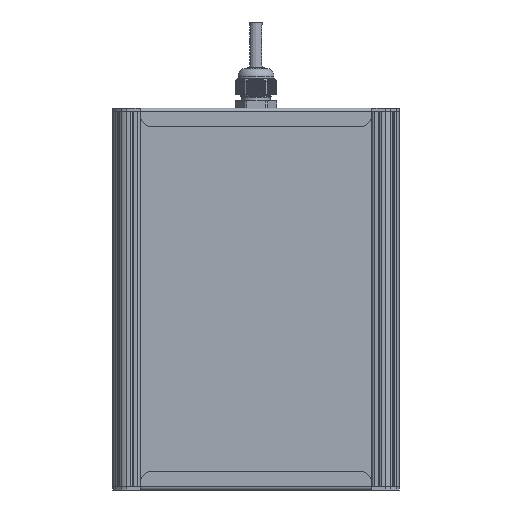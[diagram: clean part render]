
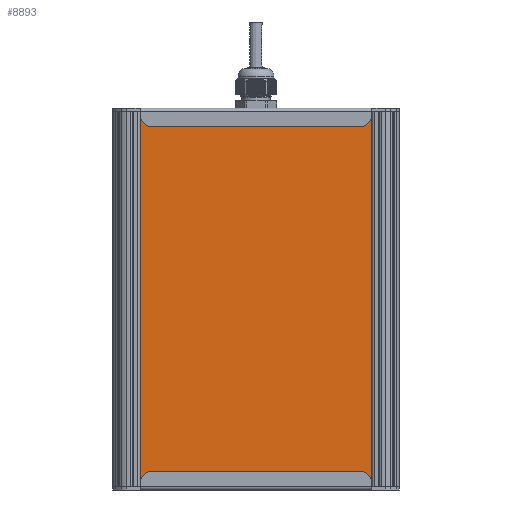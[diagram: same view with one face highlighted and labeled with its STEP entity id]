
A CAD part, front view. The second image highlights one B-rep face of the part: STEP entity #8893.
In plain terms, the highlighted face is planar.
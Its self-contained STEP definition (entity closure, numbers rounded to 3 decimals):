
#8893=ADVANCED_FACE('',(#26040),#26042,.T.);
#26040=FACE_BOUND('',#26041,.T.);
#26041=EDGE_LOOP('',(#57419,#57420,#57421,#57422));
#26042=PLANE('',#26043);
#26043=AXIS2_PLACEMENT_3D('',#26044,#26045,#26046);
#26044=CARTESIAN_POINT('',(2111.497,401.002,-34.582));
#26045=DIRECTION('',(0.,0.,-1.));
#26046=DIRECTION('',(0.,1.,0.));
#57419=ORIENTED_EDGE('',*,*,#65836,.T.);
#57420=ORIENTED_EDGE('',*,*,#65835,.F.);
#57421=ORIENTED_EDGE('',*,*,#65837,.F.);
#57422=ORIENTED_EDGE('',*,*,#65838,.T.);
#65835=EDGE_CURVE('',#72343,#72341,#72345,.T.);
#65836=EDGE_CURVE('',#72346,#72341,#72347,.T.);
#65837=EDGE_CURVE('',#72348,#72343,#72349,.T.);
#65838=EDGE_CURVE('',#72348,#72346,#72350,.T.);
#72341=VERTEX_POINT('',#91595);
#72343=VERTEX_POINT('',#91599);
#72345=LINE('',#91603,#91604);
#72346=VERTEX_POINT('',#91606);
#72347=LINE('',#91607,#91608);
#72348=VERTEX_POINT('',#91610);
#72349=LINE('',#91611,#91612);
#72350=LINE('',#91614,#91615);
#91595=CARTESIAN_POINT('',(2357.497,401.002,-34.582));
#91599=CARTESIAN_POINT('',(2111.497,401.002,-34.582));
#91603=CARTESIAN_POINT('',(2111.497,401.002,-34.582));
#91604=VECTOR('',#91605,1.);
#91605=DIRECTION('',(1.,0.,0.));
#91606=CARTESIAN_POINT('',(2357.497,565.13,-34.582));
#91607=CARTESIAN_POINT('',(2357.497,565.13,-34.582));
#91608=VECTOR('',#91609,1.);
#91609=DIRECTION('',(0.,-1.,0.));
#91610=CARTESIAN_POINT('',(2111.497,565.13,-34.582));
#91611=CARTESIAN_POINT('',(2111.497,565.13,-34.582));
#91612=VECTOR('',#91613,1.);
#91613=DIRECTION('',(0.,-1.,0.));
#91614=CARTESIAN_POINT('',(2111.497,565.13,-34.582));
#91615=VECTOR('',#91616,1.);
#91616=DIRECTION('',(1.,0.,0.));
